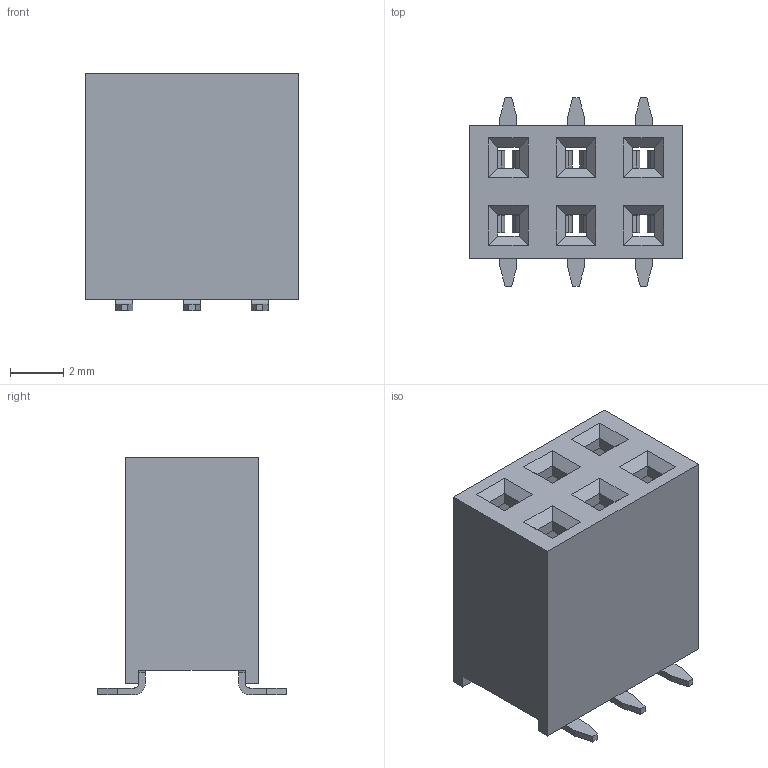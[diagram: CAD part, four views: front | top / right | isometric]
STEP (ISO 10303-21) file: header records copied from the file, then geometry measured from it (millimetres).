
FILE_DESCRIPTION (( 'STEP AP214' ), '1' );
FILE_NAME ('HDR-SMD_6P-P2.54-V-F-R2-C3-LS7.0.STEP', '2025-04-21T05:54:37', ( '' ), ( '' ), 'SwSTEP 2.0', 'SolidWorks 2021', '' );
FILE_SCHEMA (( 'AUTOMOTIVE_DESIGN' ));
Length unit declared in the file: millimetre
Products named in the file (1): HDR-SMD_6P-P2.54-V-F-R2-C3-LS7.0
Bounding box: 8.02 x 7.1 x 8.93 mm (x, y, z)
Volume: 219.8 mm3; surface area: 882.1 mm2
Topology: 7 solids, 7 shells, 744 faces, 2109 edges, 1398 vertices
Faces by surface type: plane 442, cylinder 204, bspline 98
Entity records: 33113 total; most frequent: CARTESIAN_POINT 6278, ORIENTED_EDGE 4218, DIRECTION 3347, EDGE_CURVE 2109, VECTOR 1405, LINE 1405, VERTEX_POINT 1398, AXIS2_PLACEMENT_3D 971
